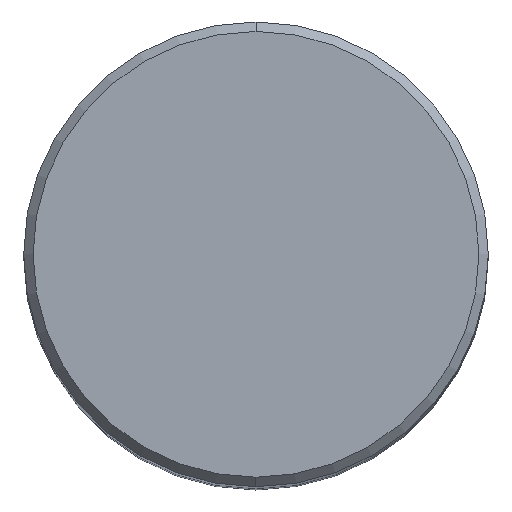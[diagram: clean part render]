
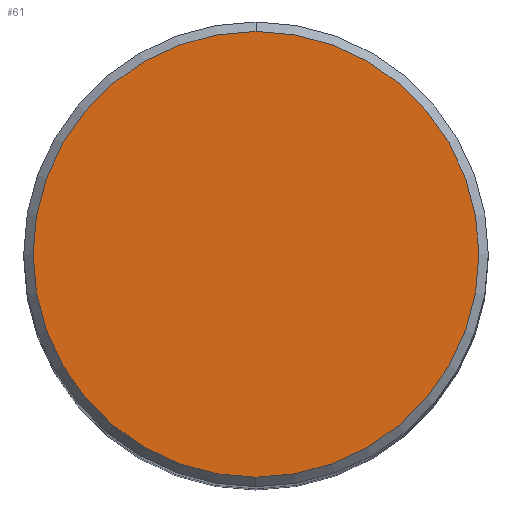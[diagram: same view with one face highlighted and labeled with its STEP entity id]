
A CAD part, top view. The second image highlights one B-rep face of the part: STEP entity #61.
In plain terms, the highlighted planar face has unit normal (0, 0, 1).
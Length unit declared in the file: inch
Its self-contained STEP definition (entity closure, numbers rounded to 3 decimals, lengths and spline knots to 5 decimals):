
#6 = CARTESIAN_POINT ( 'NONE',  ( 0., 0.47215, 0. ) ) ;
#26 = EDGE_CURVE ( 'NONE', #65, #210, #152, .T. ) ;
#42 = PLANE ( 'NONE',  #192 ) ;
#43 = DIRECTION ( 'NONE',  ( 0., 0., -1. ) ) ;
#60 = EDGE_LOOP ( 'NONE', ( #245, #87 ) ) ;
#61 = ADVANCED_FACE ( 'NONE', ( #139 ), #42, .F. ) ;
#65 = VERTEX_POINT ( 'NONE', #180 ) ;
#74 = CARTESIAN_POINT ( 'NONE',  ( 0., 0., 0. ) ) ;
#87 = ORIENTED_EDGE ( 'NONE', *, *, #26, .T. ) ;
#104 = DIRECTION ( 'NONE',  ( 0., 0., 1. ) ) ;
#126 = AXIS2_PLACEMENT_3D ( 'NONE', #74, #290, #332 ) ;
#127 = CARTESIAN_POINT ( 'NONE',  ( 0., 0.47215, 0. ) ) ;
#139 = FACE_OUTER_BOUND ( 'NONE', #60, .T. ) ;
#152 = CIRCLE ( 'NONE', #126, 0.47215 ) ;
#180 = CARTESIAN_POINT ( 'NONE',  ( 0., -0.47215, 0. ) ) ;
#192 = AXIS2_PLACEMENT_3D ( 'NONE', #6, #43, #297 ) ;
#199 = AXIS2_PLACEMENT_3D ( 'NONE', #267, #104, #296 ) ;
#210 = VERTEX_POINT ( 'NONE', #127 ) ;
#236 = CIRCLE ( 'NONE', #199, 0.47215 ) ;
#245 = ORIENTED_EDGE ( 'NONE', *, *, #389, .T. ) ;
#267 = CARTESIAN_POINT ( 'NONE',  ( 0., 0., 0. ) ) ;
#290 = DIRECTION ( 'NONE',  ( 0., 0., 1. ) ) ;
#296 = DIRECTION ( 'NONE',  ( 0., -1., 0. ) ) ;
#297 = DIRECTION ( 'NONE',  ( 0., 1., 0. ) ) ;
#332 = DIRECTION ( 'NONE',  ( 0., -1., 0. ) ) ;
#389 = EDGE_CURVE ( 'NONE', #210, #65, #236, .T. ) ;
